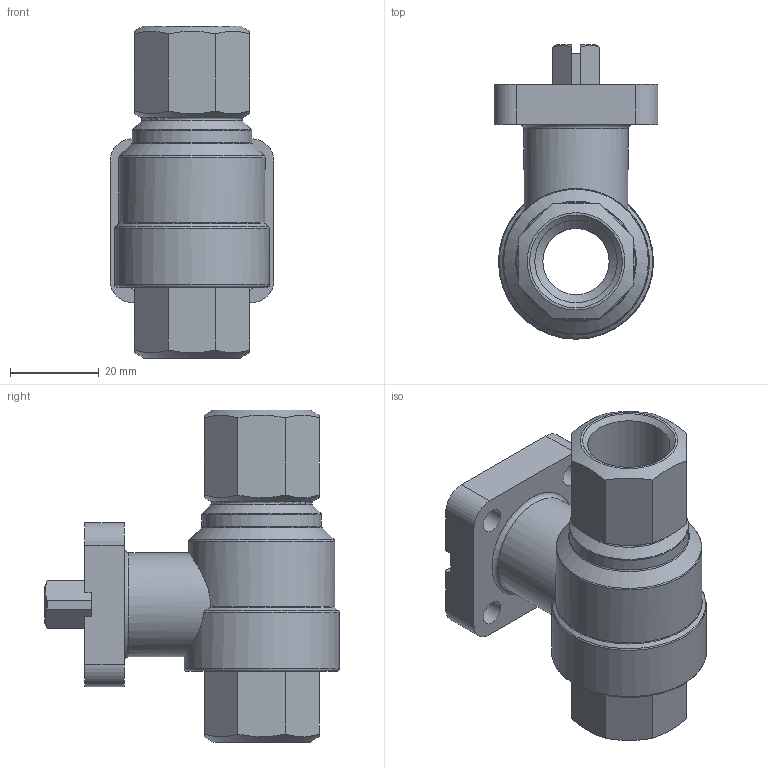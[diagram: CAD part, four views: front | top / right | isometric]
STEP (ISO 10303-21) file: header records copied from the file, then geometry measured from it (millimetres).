
FILE_DESCRIPTION(/* description */ ('STEP AP203'),/* implementation_level */ '2;1');
FILE_NAME(/* name */ '1689664 VZBA-1_2_-GG-40-D-22-F03-B1B1T',/* time_stamp */ '2025-06-23T10:17:02+02:00',/* author */ ('License CC BY-ND 4.0'),/* organization */ ('CADENAS'),/* preprocessor_version */ 'ST-DEVELOPER v19.3',/* originating_system */ 'PARTsolutions',/* authorisation */ ' ');
FILE_SCHEMA (('CONFIG_CONTROL_DESIGN'));
Length unit declared in the file: millimetre
Products named in the file (1): 1689664 VZBA-1/2"-GG-40-D-22-F03-B1B1T
Bounding box: 37 x 66.5 x 75 mm (x, y, z)
Volume: 52100.6 mm3; surface area: 17889.9 mm2
Topology: 1 solids, 1 shells, 104 faces, 273 edges, 176 vertices
Faces by surface type: plane 58, cylinder 19, cone 19, torus 8
Full cylindrical faces by diameter (mm): 3.242 x1, 5.5 x4, 11.7 x1, 15 x1, 18.631 x2, 20.4 x1, 23.5 x1, 25 x1, 27 x1, 33 x1, 35 x1
Entity records: 3045 total; most frequent: CARTESIAN_POINT 693, ORIENTED_EDGE 452, DIRECTION 450, EDGE_CURVE 226, AXIS2_PLACEMENT_3D 169, VERTEX_POINT 165, FACE_BOUND 155, EDGE_LOOP 154
